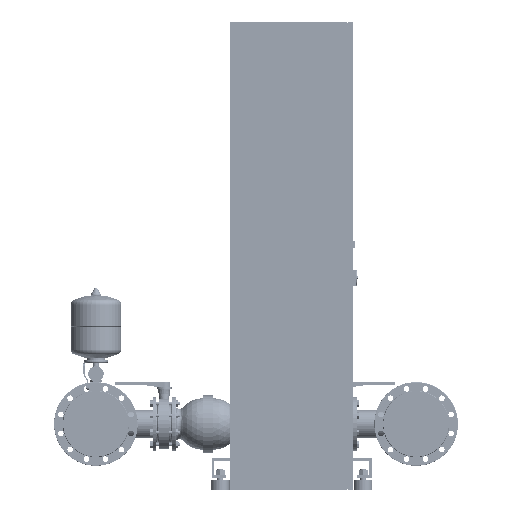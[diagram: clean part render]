
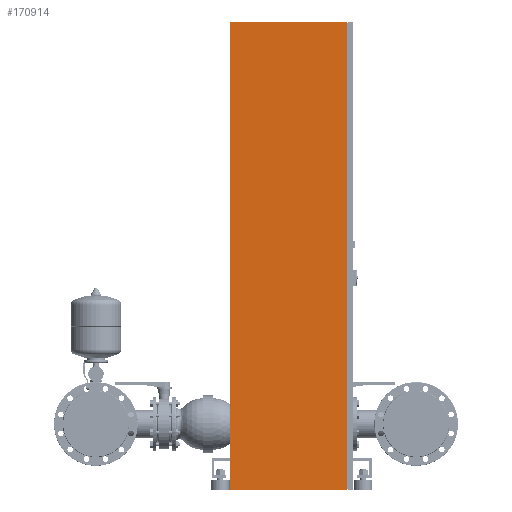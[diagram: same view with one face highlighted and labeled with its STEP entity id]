
A CAD part, left-side view. The second image highlights one B-rep face of the part: STEP entity #170914.
In plain terms, the highlighted planar face has unit normal (-1, 0, 0).
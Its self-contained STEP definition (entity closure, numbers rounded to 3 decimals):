
#170875=CARTESIAN_POINT('',(-950.0,250.0,0.0));
#170876=DIRECTION('',(-1.0,0.0,0.0));
#170877=DIRECTION('',(0.0,-1.0,0.0));
#170878=AXIS2_PLACEMENT_3D('',#170875,#170876,#170877);
#170879=PLANE('',#170878);
#170880=CARTESIAN_POINT('',(-950.0,-225.0,0.));
#170881=VERTEX_POINT('',#170880);
#170882=CARTESIAN_POINT('',(-950.,-225.,1900.0));
#170883=VERTEX_POINT('',#170882);
#170884=CARTESIAN_POINT('',(-950.0,-225.0,0.));
#170885=DIRECTION('',(0.0,0.0,1.0));
#170886=VECTOR('',#170885,1900.0);
#170887=LINE('',#170884,#170886);
#170888=EDGE_CURVE('',#170881,#170883,#170887,.T.);
#170889=ORIENTED_EDGE('',*,*,#170888,.T.);
#170890=CARTESIAN_POINT('',(-950.,250.,1900.0));
#170891=VERTEX_POINT('',#170890);
#170892=CARTESIAN_POINT('',(-950.,250.,1900.0));
#170893=DIRECTION('',(0.0,-1.0,0.0));
#170894=VECTOR('',#170893,475.0);
#170895=LINE('',#170892,#170894);
#170896=EDGE_CURVE('',#170891,#170883,#170895,.T.);
#170897=ORIENTED_EDGE('',*,*,#170896,.F.);
#170898=CARTESIAN_POINT('',(-950.0,250.0,0.0));
#170899=VERTEX_POINT('',#170898);
#170900=CARTESIAN_POINT('',(-950.,250.,1900.0));
#170901=DIRECTION('',(0.0,0.0,-1.0));
#170902=VECTOR('',#170901,1900.0);
#170903=LINE('',#170900,#170902);
#170904=EDGE_CURVE('',#170891,#170899,#170903,.T.);
#170905=ORIENTED_EDGE('',*,*,#170904,.T.);
#170906=CARTESIAN_POINT('',(-950.0,250.0,0.0));
#170907=DIRECTION('',(0.0,-1.0,0.0));
#170908=VECTOR('',#170907,475.0);
#170909=LINE('',#170906,#170908);
#170910=EDGE_CURVE('',#170899,#170881,#170909,.T.);
#170911=ORIENTED_EDGE('',*,*,#170910,.T.);
#170912=EDGE_LOOP('',(#170889,#170897,#170905,#170911));
#170913=FACE_OUTER_BOUND('',#170912,.T.);
#170914=ADVANCED_FACE('',(#170913),#170879,.T.);
